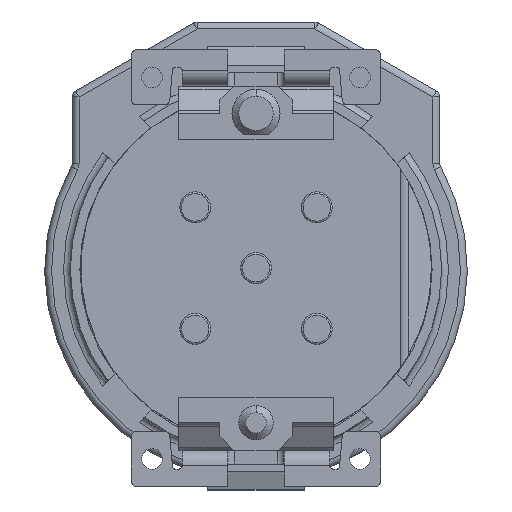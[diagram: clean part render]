
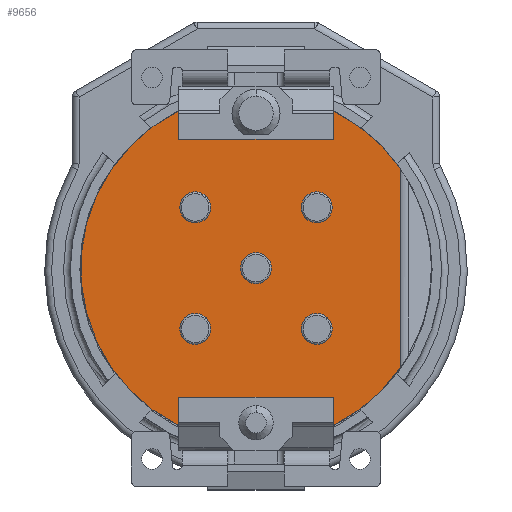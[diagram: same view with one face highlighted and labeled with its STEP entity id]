
A CAD part, top view. The second image highlights one B-rep face of the part: STEP entity #9656.
In plain terms, the highlighted planar face has unit normal (0, 0, 1).
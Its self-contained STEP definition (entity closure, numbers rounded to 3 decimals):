
#13=DIRECTION('',(0.,1.,0.));
#14=VECTOR('',#13,5.786);
#15=CARTESIAN_POINT('',(4.2,-2.893,-1.2));
#16=LINE('',#15,#14);
#17=DIRECTION('',(0.,1.,0.));
#18=VECTOR('',#17,0.827);
#19=CARTESIAN_POINT('',(2.25,-4.577,-1.2));
#20=LINE('',#19,#18);
#21=DIRECTION('',(-1.,0.,0.));
#22=VECTOR('',#21,4.5);
#23=CARTESIAN_POINT('',(2.25,-3.75,-1.2));
#24=LINE('',#23,#22);
#25=DIRECTION('',(0.,-1.,0.));
#26=VECTOR('',#25,0.827);
#27=CARTESIAN_POINT('',(-2.25,-3.75,-1.2));
#28=LINE('',#27,#26);
#29=DIRECTION('',(0.,-1.,0.));
#30=VECTOR('',#29,0.827);
#31=CARTESIAN_POINT('',(-2.25,4.577,-1.2));
#32=LINE('',#31,#30);
#33=DIRECTION('',(1.,0.,0.));
#34=VECTOR('',#33,4.5);
#35=CARTESIAN_POINT('',(-2.25,3.75,-1.2));
#36=LINE('',#35,#34);
#37=DIRECTION('',(0.,1.,0.));
#38=VECTOR('',#37,0.827);
#39=CARTESIAN_POINT('',(2.25,3.75,-1.2));
#40=LINE('',#39,#38);
#41=CARTESIAN_POINT('',(1.768,1.768,-1.2));
#42=DIRECTION('',(0.,0.,-1.));
#43=DIRECTION('',(-0.707,-0.707,0.));
#44=AXIS2_PLACEMENT_3D('',#41,#42,#43);
#46=CARTESIAN_POINT('',(1.768,1.768,-1.2));
#47=DIRECTION('',(0.,0.,-1.));
#48=DIRECTION('',(0.707,0.707,0.));
#49=AXIS2_PLACEMENT_3D('',#46,#47,#48);
#51=CARTESIAN_POINT('',(-1.768,1.768,-1.2));
#52=DIRECTION('',(0.,0.,-1.));
#53=DIRECTION('',(-0.707,-0.707,0.));
#54=AXIS2_PLACEMENT_3D('',#51,#52,#53);
#56=CARTESIAN_POINT('',(-1.768,1.768,-1.2));
#57=DIRECTION('',(0.,0.,-1.));
#58=DIRECTION('',(0.707,0.707,0.));
#59=AXIS2_PLACEMENT_3D('',#56,#57,#58);
#61=CARTESIAN_POINT('',(1.768,-1.768,-1.2));
#62=DIRECTION('',(0.,0.,-1.));
#63=DIRECTION('',(-0.707,-0.707,0.));
#64=AXIS2_PLACEMENT_3D('',#61,#62,#63);
#66=CARTESIAN_POINT('',(1.768,-1.768,-1.2));
#67=DIRECTION('',(0.,0.,-1.));
#68=DIRECTION('',(0.707,0.707,0.));
#69=AXIS2_PLACEMENT_3D('',#66,#67,#68);
#71=CARTESIAN_POINT('',(-1.768,-1.768,-1.2));
#72=DIRECTION('',(0.,0.,-1.));
#73=DIRECTION('',(-0.707,-0.707,0.));
#74=AXIS2_PLACEMENT_3D('',#71,#72,#73);
#76=CARTESIAN_POINT('',(-1.768,-1.768,-1.2));
#77=DIRECTION('',(0.,0.,-1.));
#78=DIRECTION('',(0.707,0.707,0.));
#79=AXIS2_PLACEMENT_3D('',#76,#77,#78);
#81=CARTESIAN_POINT('',(0.,0.,-1.2));
#82=DIRECTION('',(0.,0.,-1.));
#83=DIRECTION('',(-0.707,-0.707,0.));
#84=AXIS2_PLACEMENT_3D('',#81,#82,#83);
#86=CARTESIAN_POINT('',(0.,0.,-1.2));
#87=DIRECTION('',(0.,0.,-1.));
#88=DIRECTION('',(0.707,0.707,0.));
#89=AXIS2_PLACEMENT_3D('',#86,#87,#88);
#121=CARTESIAN_POINT('',(0.,0.,-1.2));
#122=DIRECTION('',(0.,0.,1.));
#123=DIRECTION('',(0.824,0.567,0.));
#124=AXIS2_PLACEMENT_3D('',#121,#122,#123);
#190=CARTESIAN_POINT('',(0.,0.,-1.2));
#191=DIRECTION('',(0.,0.,1.));
#192=DIRECTION('',(0.441,-0.897,0.));
#193=AXIS2_PLACEMENT_3D('',#190,#191,#192);
#411=CARTESIAN_POINT('',(0.,0.,-1.2));
#412=DIRECTION('',(0.,0.,-1.));
#413=DIRECTION('',(-0.441,-0.897,0.));
#414=AXIS2_PLACEMENT_3D('',#411,#412,#413);
#7500=CARTESIAN_POINT('',(2.25,-3.75,-1.2));
#7501=CARTESIAN_POINT('',(-2.25,-3.75,-1.2));
#7502=VERTEX_POINT('',#7500);
#7503=VERTEX_POINT('',#7501);
#7504=CARTESIAN_POINT('',(-2.25,-4.577,-1.2));
#7505=VERTEX_POINT('',#7504);
#7506=CARTESIAN_POINT('',(2.25,-4.577,-1.2));
#7507=VERTEX_POINT('',#7506);
#7508=CARTESIAN_POINT('',(2.25,3.75,-1.2));
#7509=CARTESIAN_POINT('',(2.25,4.577,-1.2));
#7510=VERTEX_POINT('',#7508);
#7511=VERTEX_POINT('',#7509);
#7512=CARTESIAN_POINT('',(-2.25,4.577,-1.2));
#7513=CARTESIAN_POINT('',(-2.25,3.75,-1.2));
#7514=VERTEX_POINT('',#7512);
#7515=VERTEX_POINT('',#7513);
#8534=CARTESIAN_POINT('',(4.2,-2.893,-1.2));
#8535=CARTESIAN_POINT('',(4.2,2.893,-1.2));
#8536=VERTEX_POINT('',#8534);
#8537=VERTEX_POINT('',#8535);
#9431=CARTESIAN_POINT('',(1.485,1.485,-1.2));
#9432=CARTESIAN_POINT('',(2.051,2.051,-1.2));
#9433=VERTEX_POINT('',#9431);
#9434=VERTEX_POINT('',#9432);
#9471=CARTESIAN_POINT('',(-2.051,1.485,-1.2));
#9472=CARTESIAN_POINT('',(-1.485,2.051,-1.2));
#9473=VERTEX_POINT('',#9471);
#9474=VERTEX_POINT('',#9472);
#9511=CARTESIAN_POINT('',(1.485,-2.051,-1.2));
#9512=CARTESIAN_POINT('',(2.051,-1.485,-1.2));
#9513=VERTEX_POINT('',#9511);
#9514=VERTEX_POINT('',#9512);
#9551=CARTESIAN_POINT('',(-2.051,-2.051,-1.2));
#9552=CARTESIAN_POINT('',(-1.485,-1.485,-1.2));
#9553=VERTEX_POINT('',#9551);
#9554=VERTEX_POINT('',#9552);
#9591=CARTESIAN_POINT('',(-0.283,-0.283,-1.2));
#9592=CARTESIAN_POINT('',(0.283,0.283,-1.2));
#9593=VERTEX_POINT('',#9591);
#9594=VERTEX_POINT('',#9592);
#9599=CARTESIAN_POINT('',(0.,0.,-1.2));
#9600=DIRECTION('',(0.,0.,1.));
#9601=DIRECTION('',(0.,1.,0.));
#9602=AXIS2_PLACEMENT_3D('',#9599,#9600,#9601);
#9603=PLANE('',#9602);
#9605=ORIENTED_EDGE('',*,*,#9604,.F.);
#9607=ORIENTED_EDGE('',*,*,#9606,.F.);
#9609=ORIENTED_EDGE('',*,*,#9608,.T.);
#9611=ORIENTED_EDGE('',*,*,#9610,.T.);
#9613=ORIENTED_EDGE('',*,*,#9612,.T.);
#9615=ORIENTED_EDGE('',*,*,#9614,.T.);
#9617=ORIENTED_EDGE('',*,*,#9616,.T.);
#9619=ORIENTED_EDGE('',*,*,#9618,.T.);
#9621=ORIENTED_EDGE('',*,*,#9620,.T.);
#9623=ORIENTED_EDGE('',*,*,#9622,.F.);
#9624=EDGE_LOOP('',(#9605,#9607,#9609,#9611,#9613,#9615,#9617,#9619,#9621,
#9623));
#9625=FACE_OUTER_BOUND('',#9624,.F.);
#9627=ORIENTED_EDGE('',*,*,#9626,.F.);
#9629=ORIENTED_EDGE('',*,*,#9628,.F.);
#9630=EDGE_LOOP('',(#9627,#9629));
#9631=FACE_BOUND('',#9630,.F.);
#9633=ORIENTED_EDGE('',*,*,#9632,.F.);
#9635=ORIENTED_EDGE('',*,*,#9634,.F.);
#9636=EDGE_LOOP('',(#9633,#9635));
#9637=FACE_BOUND('',#9636,.F.);
#9639=ORIENTED_EDGE('',*,*,#9638,.F.);
#9641=ORIENTED_EDGE('',*,*,#9640,.F.);
#9642=EDGE_LOOP('',(#9639,#9641));
#9643=FACE_BOUND('',#9642,.F.);
#9645=ORIENTED_EDGE('',*,*,#9644,.F.);
#9647=ORIENTED_EDGE('',*,*,#9646,.F.);
#9648=EDGE_LOOP('',(#9645,#9647));
#9649=FACE_BOUND('',#9648,.F.);
#9651=ORIENTED_EDGE('',*,*,#9650,.F.);
#9653=ORIENTED_EDGE('',*,*,#9652,.F.);
#9654=EDGE_LOOP('',(#9651,#9653));
#9655=FACE_BOUND('',#9654,.F.);
#45=CIRCLE('',#44,0.4);
#50=CIRCLE('',#49,0.4);
#55=CIRCLE('',#54,0.4);
#60=CIRCLE('',#59,0.4);
#65=CIRCLE('',#64,0.4);
#70=CIRCLE('',#69,0.4);
#75=CIRCLE('',#74,0.4);
#80=CIRCLE('',#79,0.4);
#85=CIRCLE('',#84,0.4);
#90=CIRCLE('',#89,0.4);
#125=CIRCLE('',#124,5.1);
#194=CIRCLE('',#193,5.1);
#415=CIRCLE('',#414,5.1);
#9604=EDGE_CURVE('',#8536,#8537,#16,.T.);
#9606=EDGE_CURVE('',#7507,#8536,#194,.T.);
#9608=EDGE_CURVE('',#7507,#7502,#20,.T.);
#9610=EDGE_CURVE('',#7502,#7503,#24,.T.);
#9612=EDGE_CURVE('',#7503,#7505,#28,.T.);
#9614=EDGE_CURVE('',#7505,#7514,#415,.T.);
#9616=EDGE_CURVE('',#7514,#7515,#32,.T.);
#9618=EDGE_CURVE('',#7515,#7510,#36,.T.);
#9620=EDGE_CURVE('',#7510,#7511,#40,.T.);
#9622=EDGE_CURVE('',#8537,#7511,#125,.T.);
#9626=EDGE_CURVE('',#9433,#9434,#45,.T.);
#9628=EDGE_CURVE('',#9434,#9433,#50,.T.);
#9632=EDGE_CURVE('',#9473,#9474,#55,.T.);
#9634=EDGE_CURVE('',#9474,#9473,#60,.T.);
#9638=EDGE_CURVE('',#9513,#9514,#65,.T.);
#9640=EDGE_CURVE('',#9514,#9513,#70,.T.);
#9644=EDGE_CURVE('',#9553,#9554,#75,.T.);
#9646=EDGE_CURVE('',#9554,#9553,#80,.T.);
#9650=EDGE_CURVE('',#9593,#9594,#85,.T.);
#9652=EDGE_CURVE('',#9594,#9593,#90,.T.);
#9656=ADVANCED_FACE('',(#9625,#9631,#9637,#9643,#9649,#9655),#9603,.T.);
